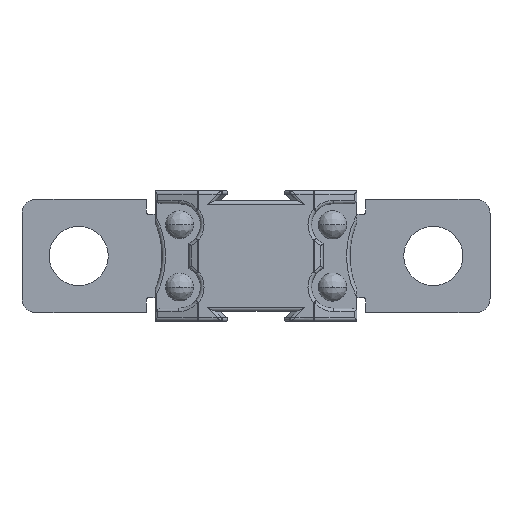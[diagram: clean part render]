
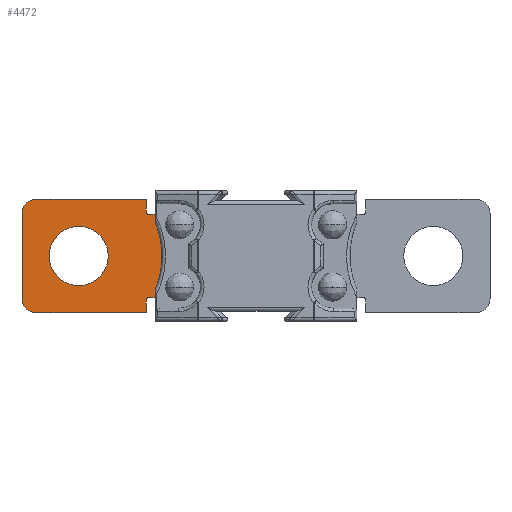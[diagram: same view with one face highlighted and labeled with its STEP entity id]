
A CAD part, top view. The second image highlights one B-rep face of the part: STEP entity #4472.
In plain terms, the highlighted planar face has unit normal (0, 0, 1).
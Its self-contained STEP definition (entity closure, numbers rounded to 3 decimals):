
#204=DIRECTION('',(0.,1.,0.));
#205=VECTOR('',#204,1.204);
#206=CARTESIAN_POINT('',(-14.5,4.796,0.9));
#207=LINE('',#206,#205);
#292=DIRECTION('',(0.,-1.,0.));
#293=VECTOR('',#292,1.204);
#294=CARTESIAN_POINT('',(-14.5,-4.796,0.9));
#295=LINE('',#294,#293);
#362=CARTESIAN_POINT('',(-25.5,0.,0.9));
#363=DIRECTION('',(0.,0.,-1.));
#364=DIRECTION('',(1.,0.,0.));
#365=AXIS2_PLACEMENT_3D('',#362,#363,#364);
#367=CARTESIAN_POINT('',(-25.5,0.,0.9));
#368=DIRECTION('',(0.,0.,-1.));
#369=DIRECTION('',(-1.,0.,0.));
#370=AXIS2_PLACEMENT_3D('',#367,#368,#369);
#382=DIRECTION('',(1.,0.,0.));
#383=VECTOR('',#382,15.9);
#384=CARTESIAN_POINT('',(-31.65,-8.15,0.9));
#385=LINE('',#384,#383);
#386=CARTESIAN_POINT('',(-31.65,-6.15,0.9));
#387=DIRECTION('',(0.,0.,1.));
#388=DIRECTION('',(-1.,0.,0.));
#389=AXIS2_PLACEMENT_3D('',#386,#387,#388);
#391=DIRECTION('',(0.,-1.,0.));
#392=VECTOR('',#391,12.3);
#393=CARTESIAN_POINT('',(-33.65,6.15,0.9));
#394=LINE('',#393,#392);
#395=CARTESIAN_POINT('',(-31.65,6.15,0.9));
#396=DIRECTION('',(0.,0.,1.));
#397=DIRECTION('',(0.,1.,0.));
#398=AXIS2_PLACEMENT_3D('',#395,#396,#397);
#400=DIRECTION('',(-1.,0.,0.));
#401=VECTOR('',#400,15.9);
#402=CARTESIAN_POINT('',(-15.75,8.15,0.9));
#403=LINE('',#402,#401);
#442=CARTESIAN_POINT('',(-25.5,0.,0.9));
#443=DIRECTION('',(0.,0.,-1.));
#444=DIRECTION('',(0.917,0.4,0.));
#445=AXIS2_PLACEMENT_3D('',#442,#443,#444);
#2504=DIRECTION('',(-1.,0.,0.));
#2505=VECTOR('',#2504,0.95);
#2506=CARTESIAN_POINT('',(-14.5,6.,0.9));
#2507=LINE('',#2506,#2505);
#2528=CARTESIAN_POINT('',(-15.45,6.3,0.9));
#2529=DIRECTION('',(0.,0.,-1.));
#2530=DIRECTION('',(0.,-1.,0.));
#2531=AXIS2_PLACEMENT_3D('',#2528,#2529,#2530);
#2542=DIRECTION('',(0.,1.,0.));
#2543=VECTOR('',#2542,1.85);
#2544=CARTESIAN_POINT('',(-15.75,6.3,0.9));
#2545=LINE('',#2544,#2543);
#2594=DIRECTION('',(0.,1.,0.));
#2595=VECTOR('',#2594,1.85);
#2596=CARTESIAN_POINT('',(-15.75,-8.15,0.9));
#2597=LINE('',#2596,#2595);
#2598=CARTESIAN_POINT('',(-15.45,-6.3,0.9));
#2599=DIRECTION('',(0.,0.,-1.));
#2600=DIRECTION('',(-1.,0.,0.));
#2601=AXIS2_PLACEMENT_3D('',#2598,#2599,#2600);
#2628=DIRECTION('',(1.,0.,0.));
#2629=VECTOR('',#2628,0.95);
#2630=CARTESIAN_POINT('',(-15.45,-6.,0.9));
#2631=LINE('',#2630,#2629);
#3693=CARTESIAN_POINT('',(-33.65,-6.15,0.9));
#3694=CARTESIAN_POINT('',(-31.65,-8.15,0.9));
#3695=VERTEX_POINT('',#3693);
#3696=VERTEX_POINT('',#3694);
#3699=CARTESIAN_POINT('',(-33.65,6.15,0.9));
#3700=VERTEX_POINT('',#3699);
#3703=CARTESIAN_POINT('',(-31.65,8.15,0.9));
#3704=VERTEX_POINT('',#3703);
#3705=CARTESIAN_POINT('',(-29.75,0.,0.9));
#3706=CARTESIAN_POINT('',(-21.25,0.,0.9));
#3707=VERTEX_POINT('',#3705);
#3708=VERTEX_POINT('',#3706);
#3731=CARTESIAN_POINT('',(-15.75,-8.15,0.9));
#3732=VERTEX_POINT('',#3731);
#3735=CARTESIAN_POINT('',(-15.75,8.15,0.9));
#3736=VERTEX_POINT('',#3735);
#3743=CARTESIAN_POINT('',(-15.75,6.3,0.9));
#3744=VERTEX_POINT('',#3743);
#3749=CARTESIAN_POINT('',(-15.75,-6.3,0.9));
#3750=VERTEX_POINT('',#3749);
#3761=CARTESIAN_POINT('',(-15.45,-6.,0.9));
#3762=VERTEX_POINT('',#3761);
#3765=CARTESIAN_POINT('',(-15.45,6.,0.9));
#3766=VERTEX_POINT('',#3765);
#3769=CARTESIAN_POINT('',(-14.5,6.,0.9));
#3771=VERTEX_POINT('',#3769);
#3773=CARTESIAN_POINT('',(-14.5,4.796,0.9));
#3774=VERTEX_POINT('',#3773);
#3794=CARTESIAN_POINT('',(-14.5,-6.,0.9));
#3796=VERTEX_POINT('',#3794);
#3797=CARTESIAN_POINT('',(-14.5,-4.796,0.9));
#3798=VERTEX_POINT('',#3797);
#4434=CARTESIAN_POINT('',(11.,4.55,0.9));
#4435=DIRECTION('',(0.,0.,1.));
#4436=DIRECTION('',(1.,0.,0.));
#4437=AXIS2_PLACEMENT_3D('',#4434,#4435,#4436);
#4438=PLANE('',#4437);
#4439=ORIENTED_EDGE('',*,*,#4208,.F.);
#4441=ORIENTED_EDGE('',*,*,#4440,.T.);
#4442=ORIENTED_EDGE('',*,*,#4308,.T.);
#4444=ORIENTED_EDGE('',*,*,#4443,.F.);
#4446=ORIENTED_EDGE('',*,*,#4445,.F.);
#4448=ORIENTED_EDGE('',*,*,#4447,.F.);
#4450=ORIENTED_EDGE('',*,*,#4449,.F.);
#4452=ORIENTED_EDGE('',*,*,#4451,.F.);
#4454=ORIENTED_EDGE('',*,*,#4453,.F.);
#4456=ORIENTED_EDGE('',*,*,#4455,.F.);
#4458=ORIENTED_EDGE('',*,*,#4457,.F.);
#4460=ORIENTED_EDGE('',*,*,#4459,.F.);
#4462=ORIENTED_EDGE('',*,*,#4461,.F.);
#4464=ORIENTED_EDGE('',*,*,#4463,.F.);
#4465=EDGE_LOOP('',(#4439,#4441,#4442,#4444,#4446,#4448,#4450,#4452,#4454,#4456,
#4458,#4460,#4462,#4464));
#4466=FACE_OUTER_BOUND('',#4465,.F.);
#4468=ORIENTED_EDGE('',*,*,#4467,.F.);
#4469=ORIENTED_EDGE('',*,*,#4424,.F.);
#4470=EDGE_LOOP('',(#4468,#4469));
#4471=FACE_BOUND('',#4470,.F.);
#4472=ADVANCED_FACE('',(#4466,#4471),#4438,.T.);
#366=CIRCLE('',#365,4.25);
#371=CIRCLE('',#370,4.25);
#390=CIRCLE('',#389,2.);
#399=CIRCLE('',#398,2.);
#446=CIRCLE('',#445,12.);
#2532=CIRCLE('',#2531,0.3);
#2602=CIRCLE('',#2601,0.3);
#4208=EDGE_CURVE('',#3774,#3771,#207,.T.);
#4308=EDGE_CURVE('',#3798,#3796,#295,.T.);
#4424=EDGE_CURVE('',#3707,#3708,#371,.T.);
#4440=EDGE_CURVE('',#3774,#3798,#446,.T.);
#4443=EDGE_CURVE('',#3762,#3796,#2631,.T.);
#4445=EDGE_CURVE('',#3750,#3762,#2602,.T.);
#4447=EDGE_CURVE('',#3732,#3750,#2597,.T.);
#4449=EDGE_CURVE('',#3696,#3732,#385,.T.);
#4451=EDGE_CURVE('',#3695,#3696,#390,.T.);
#4453=EDGE_CURVE('',#3700,#3695,#394,.T.);
#4455=EDGE_CURVE('',#3704,#3700,#399,.T.);
#4457=EDGE_CURVE('',#3736,#3704,#403,.T.);
#4459=EDGE_CURVE('',#3744,#3736,#2545,.T.);
#4461=EDGE_CURVE('',#3766,#3744,#2532,.T.);
#4463=EDGE_CURVE('',#3771,#3766,#2507,.T.);
#4467=EDGE_CURVE('',#3708,#3707,#366,.T.);
